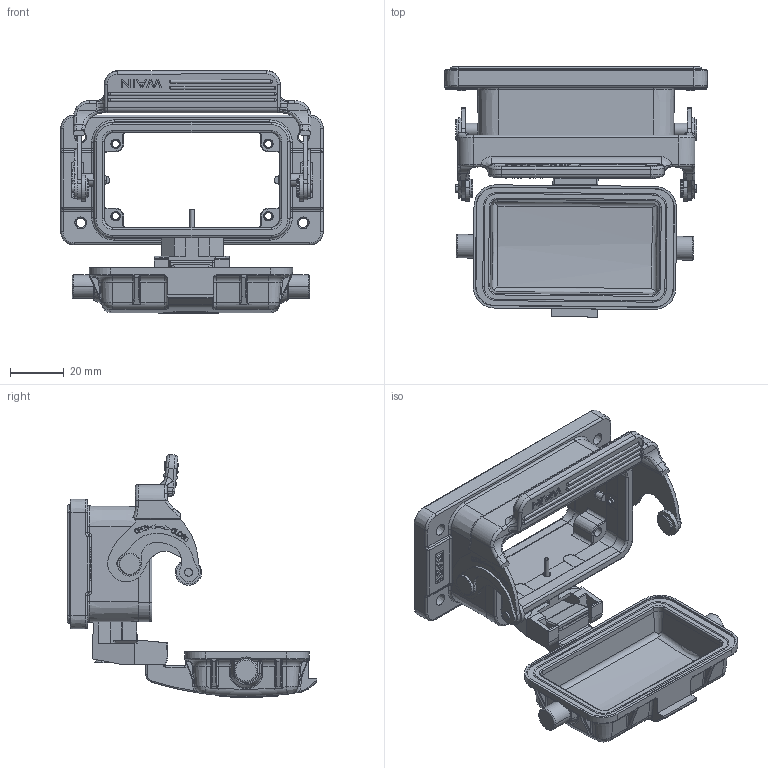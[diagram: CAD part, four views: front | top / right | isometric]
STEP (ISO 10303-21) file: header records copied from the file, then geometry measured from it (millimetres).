
FILE_DESCRIPTION((''),'2;1');
FILE_NAME('BREP_WITH_VOIDS_59754_1','2018-12-10T',('sy.ji'),(''),'PRO/ENGINEER BY PARAMETRIC TECHNOLOGY CORPORATION, 2014310','PRO/ENGINEER BY PARAMETRIC TECHNOLOGY CORPORATION, 2014310','');
FILE_SCHEMA(('CONFIG_CONTROL_DESIGN'));
Length unit declared in the file: millimetre
Products named in the file (1): BREP_WITH_VOIDS_59754_1
Bounding box: 97.99 x 93.29 x 90.64 mm (x, y, z)
Volume: 71674.8 mm3; surface area: 52661.4 mm2
Topology: 4 solids, 28 shells, 2727 faces, 7369 edges, 4704 vertices
Faces by surface type: plane 963, cylinder 778, extrusion 304, bspline 242, torus 238, cone 138, sphere 64
Entity records: 118460 total; most frequent: CARTESIAN_POINT 47571, ORIENTED_EDGE 14602, DIRECTION 12054, EDGE_CURVE 7303, VERTEX_POINT 4704, AXIS2_PLACEMENT_3D 4156, VECTOR 3742, LINE 3438
